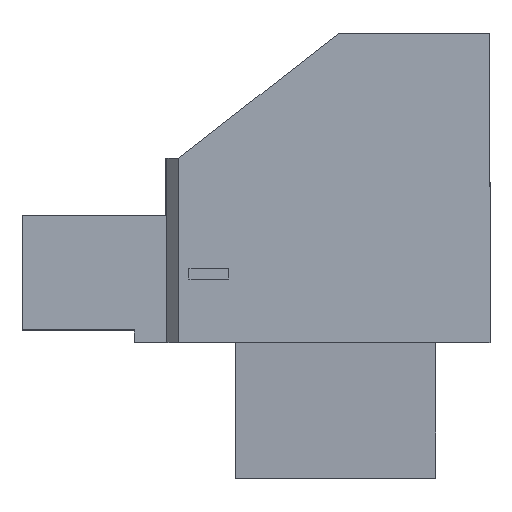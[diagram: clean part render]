
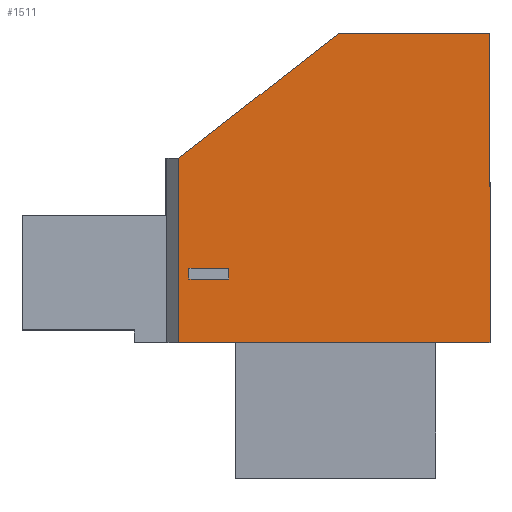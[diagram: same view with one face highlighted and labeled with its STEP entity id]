
A CAD part, top view. The second image highlights one B-rep face of the part: STEP entity #1511.
In plain terms, the highlighted planar face has unit normal (0, 0, 1).
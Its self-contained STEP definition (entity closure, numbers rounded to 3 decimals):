
#35 = CARTESIAN_POINT ( 'NONE',  ( 5.72, 41.1, 10.1 ) ) ;
#37 = CARTESIAN_POINT ( 'NONE',  ( -15.28, 41.1, 10.1 ) ) ;
#123 = CARTESIAN_POINT ( 'NONE',  ( -35.93, 8.65, 10.1 ) ) ;
#128 = VECTOR ( 'NONE', #2786, 1000. ) ;
#143 = DIRECTION ( 'NONE',  ( 0., 1., 0. ) ) ;
#189 = EDGE_CURVE ( 'NONE', #1569, #4284, #435, .T. ) ;
#232 = CARTESIAN_POINT ( 'NONE',  ( -59.03, -1.6, 10.1 ) ) ;
#247 = ORIENTED_EDGE ( 'NONE', *, *, #3188, .F. ) ;
#259 = VERTEX_POINT ( 'NONE', #1155 ) ;
#281 = CARTESIAN_POINT ( 'NONE',  ( -37.34, 23.865, 10.1 ) ) ;
#338 = CARTESIAN_POINT ( 'NONE',  ( 5.72, -1.6, 10.1 ) ) ;
#371 = CARTESIAN_POINT ( 'NONE',  ( -30.43, 8.65, 10.1 ) ) ;
#383 = EDGE_CURVE ( 'NONE', #4247, #1569, #3411, .T. ) ;
#435 = LINE ( 'NONE', #1442, #2045 ) ;
#465 = EDGE_LOOP ( 'NONE', ( #3754, #4290, #3263, #2861 ) ) ;
#508 = AXIS2_PLACEMENT_3D ( 'NONE', #2009, #2053, #1627 ) ;
#606 = DIRECTION ( 'NONE',  ( 0., 1., 0. ) ) ;
#706 = PLANE ( 'NONE',  #508 ) ;
#725 = CARTESIAN_POINT ( 'NONE',  ( -35.93, 7.15, 10.1 ) ) ;
#794 = CARTESIAN_POINT ( 'NONE',  ( -35.93, 8.65, 10.1 ) ) ;
#854 = LINE ( 'NONE', #123, #986 ) ;
#881 = VERTEX_POINT ( 'NONE', #37 ) ;
#916 = DIRECTION ( 'NONE',  ( -1., 0., 0. ) ) ;
#927 = ORIENTED_EDGE ( 'NONE', *, *, #2685, .T. ) ;
#986 = VECTOR ( 'NONE', #3816, 1000. ) ;
#1046 = LINE ( 'NONE', #3851, #2466 ) ;
#1065 = DIRECTION ( 'NONE',  ( 1., 0., 0. ) ) ;
#1084 = DIRECTION ( 'NONE',  ( -1., 0., 0. ) ) ;
#1155 = CARTESIAN_POINT ( 'NONE',  ( -37.34, -1.6, 10.1 ) ) ;
#1232 = ORIENTED_EDGE ( 'NONE', *, *, #2277, .T. ) ;
#1428 = LINE ( 'NONE', #794, #128 ) ;
#1442 = CARTESIAN_POINT ( 'NONE',  ( -30.43, 8.65, 10.1 ) ) ;
#1511 = ADVANCED_FACE ( 'NONE', ( #1649, #4067 ), #706, .F. ) ;
#1526 = CARTESIAN_POINT ( 'NONE',  ( 5.72, -1.6, 10.1 ) ) ;
#1545 = VECTOR ( 'NONE', #1065, 1000. ) ;
#1546 = ORIENTED_EDGE ( 'NONE', *, *, #4295, .T. ) ;
#1569 = VERTEX_POINT ( 'NONE', #2831 ) ;
#1627 = DIRECTION ( 'NONE',  ( -1., 0., 0. ) ) ;
#1649 = FACE_OUTER_BOUND ( 'NONE', #3666, .T. ) ;
#1659 = CARTESIAN_POINT ( 'NONE',  ( -35.93, 7.15, 10.1 ) ) ;
#1707 = CARTESIAN_POINT ( 'NONE',  ( -15.28, 41.1, 10.1 ) ) ;
#1924 = CARTESIAN_POINT ( 'NONE',  ( -37.34, 23.865, 10.1 ) ) ;
#1966 = ORIENTED_EDGE ( 'NONE', *, *, #2414, .T. ) ;
#2009 = CARTESIAN_POINT ( 'NONE',  ( -59.03, -1.6, 10.1 ) ) ;
#2038 = CARTESIAN_POINT ( 'NONE',  ( -35.93, 8.65, 10.1 ) ) ;
#2045 = VECTOR ( 'NONE', #143, 1000. ) ;
#2053 = DIRECTION ( 'NONE',  ( 0., 0., -1. ) ) ;
#2212 = VERTEX_POINT ( 'NONE', #1526 ) ;
#2253 = LINE ( 'NONE', #1924, #2476 ) ;
#2259 = VERTEX_POINT ( 'NONE', #2038 ) ;
#2277 = EDGE_CURVE ( 'NONE', #2212, #2419, #2335, .T. ) ;
#2335 = LINE ( 'NONE', #338, #3954 ) ;
#2414 = EDGE_CURVE ( 'NONE', #2419, #881, #4117, .T. ) ;
#2419 = VERTEX_POINT ( 'NONE', #35 ) ;
#2466 = VECTOR ( 'NONE', #3786, 1000. ) ;
#2476 = VECTOR ( 'NONE', #3604, 1000. ) ;
#2685 = EDGE_CURVE ( 'NONE', #881, #3838, #2253, .T. ) ;
#2786 = DIRECTION ( 'NONE',  ( -1., 0., 0. ) ) ;
#2831 = CARTESIAN_POINT ( 'NONE',  ( -30.43, 7.15, 10.1 ) ) ;
#2861 = ORIENTED_EDGE ( 'NONE', *, *, #383, .F. ) ;
#2967 = EDGE_CURVE ( 'NONE', #2259, #4247, #854, .T. ) ;
#3177 = VECTOR ( 'NONE', #916, 1000. ) ;
#3188 = EDGE_CURVE ( 'NONE', #2212, #259, #3988, .T. ) ;
#3263 = ORIENTED_EDGE ( 'NONE', *, *, #189, .F. ) ;
#3411 = LINE ( 'NONE', #1659, #1545 ) ;
#3604 = DIRECTION ( 'NONE',  ( -0.788, -0.616, 0. ) ) ;
#3605 = VECTOR ( 'NONE', #1084, 1000. ) ;
#3666 = EDGE_LOOP ( 'NONE', ( #1546, #247, #1232, #1966, #927 ) ) ;
#3754 = ORIENTED_EDGE ( 'NONE', *, *, #2967, .F. ) ;
#3786 = DIRECTION ( 'NONE',  ( 0., -1., 0. ) ) ;
#3816 = DIRECTION ( 'NONE',  ( 0., -1., 0. ) ) ;
#3838 = VERTEX_POINT ( 'NONE', #281 ) ;
#3851 = CARTESIAN_POINT ( 'NONE',  ( -37.34, 0., 10.1 ) ) ;
#3954 = VECTOR ( 'NONE', #606, 1000. ) ;
#3988 = LINE ( 'NONE', #232, #3177 ) ;
#4059 = EDGE_CURVE ( 'NONE', #4284, #2259, #1428, .T. ) ;
#4067 = FACE_BOUND ( 'NONE', #465, .T. ) ;
#4117 = LINE ( 'NONE', #1707, #3605 ) ;
#4247 = VERTEX_POINT ( 'NONE', #725 ) ;
#4284 = VERTEX_POINT ( 'NONE', #371 ) ;
#4290 = ORIENTED_EDGE ( 'NONE', *, *, #4059, .F. ) ;
#4295 = EDGE_CURVE ( 'NONE', #3838, #259, #1046, .T. ) ;
